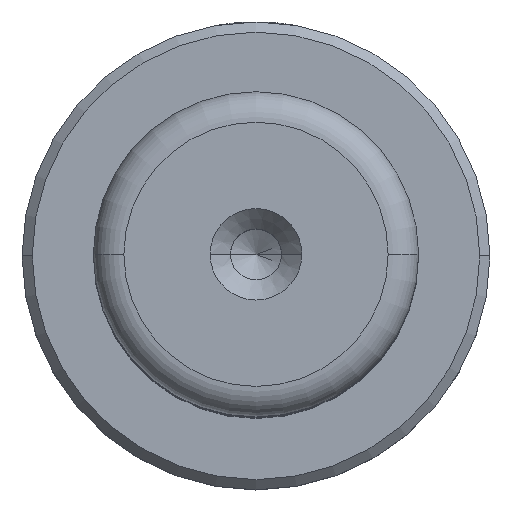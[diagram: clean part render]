
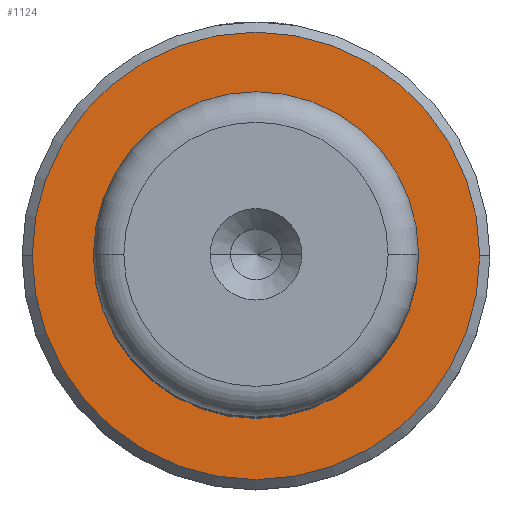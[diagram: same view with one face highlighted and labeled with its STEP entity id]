
A CAD part, top view. The second image highlights one B-rep face of the part: STEP entity #1124.
In plain terms, the highlighted planar face has unit normal (0, 0, 1).
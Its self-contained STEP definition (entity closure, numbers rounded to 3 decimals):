
#19 = CIRCLE ( 'NONE', #935, 7.495 ) ;
#86 = VERTEX_POINT ( 'NONE', #1927 ) ;
#169 = DIRECTION ( 'NONE',  ( 1., 0., 0. ) ) ;
#439 = EDGE_LOOP ( 'NONE', ( #637, #1372 ) ) ;
#579 = CARTESIAN_POINT ( 'NONE',  ( 0., 0., 15. ) ) ;
#583 = DIRECTION ( 'NONE',  ( 0., 0., -1. ) ) ;
#586 = AXIS2_PLACEMENT_3D ( 'NONE', #1736, #583, #1953 ) ;
#628 = FACE_OUTER_BOUND ( 'NONE', #439, .T. ) ;
#637 = ORIENTED_EDGE ( 'NONE', *, *, #2298, .T. ) ;
#638 = AXIS2_PLACEMENT_3D ( 'NONE', #579, #1950, #784 ) ;
#784 = DIRECTION ( 'NONE',  ( 1., 0., 0. ) ) ;
#789 = ORIENTED_EDGE ( 'NONE', *, *, #2035, .T. ) ;
#935 = AXIS2_PLACEMENT_3D ( 'NONE', #969, #2336, #1157 ) ;
#969 = CARTESIAN_POINT ( 'NONE',  ( 0., 0., 15. ) ) ;
#1124 = ADVANCED_FACE ( 'NONE', ( #628, #1592 ), #1138, .T. ) ;
#1138 = PLANE ( 'NONE',  #1234 ) ;
#1157 = DIRECTION ( 'NONE',  ( -1., 0., 0. ) ) ;
#1158 = EDGE_LOOP ( 'NONE', ( #789, #2449 ) ) ;
#1161 = DIRECTION ( 'NONE',  ( 0., 0., 1. ) ) ;
#1232 = EDGE_CURVE ( 'NONE', #86, #1615, #1467, .T. ) ;
#1234 = AXIS2_PLACEMENT_3D ( 'NONE', #1517, #1329, #169 ) ;
#1329 = DIRECTION ( 'NONE',  ( 0., 0., 1. ) ) ;
#1332 = CARTESIAN_POINT ( 'NONE',  ( 7.495, 0., 15. ) ) ;
#1372 = ORIENTED_EDGE ( 'NONE', *, *, #1232, .T. ) ;
#1467 = CIRCLE ( 'NONE', #1751, 11. ) ;
#1517 = CARTESIAN_POINT ( 'NONE',  ( 0., 0., 15. ) ) ;
#1592 = FACE_BOUND ( 'NONE', #1158, .T. ) ;
#1615 = VERTEX_POINT ( 'NONE', #2528 ) ;
#1702 = EDGE_CURVE ( 'NONE', #2020, #1987, #2036, .T. ) ;
#1736 = CARTESIAN_POINT ( 'NONE',  ( 0., 0., 15. ) ) ;
#1751 = AXIS2_PLACEMENT_3D ( 'NONE', #2346, #1161, #2535 ) ;
#1927 = CARTESIAN_POINT ( 'NONE',  ( 11., 0., 15. ) ) ;
#1950 = DIRECTION ( 'NONE',  ( 0., 0., 1. ) ) ;
#1953 = DIRECTION ( 'NONE',  ( -1., 0., 0. ) ) ;
#1987 = VERTEX_POINT ( 'NONE', #2516 ) ;
#2020 = VERTEX_POINT ( 'NONE', #1332 ) ;
#2035 = EDGE_CURVE ( 'NONE', #1987, #2020, #19, .T. ) ;
#2036 = CIRCLE ( 'NONE', #586, 7.495 ) ;
#2298 = EDGE_CURVE ( 'NONE', #1615, #86, #2340, .T. ) ;
#2336 = DIRECTION ( 'NONE',  ( 0., 0., -1. ) ) ;
#2340 = CIRCLE ( 'NONE', #638, 11. ) ;
#2346 = CARTESIAN_POINT ( 'NONE',  ( 0., 0., 15. ) ) ;
#2449 = ORIENTED_EDGE ( 'NONE', *, *, #1702, .T. ) ;
#2516 = CARTESIAN_POINT ( 'NONE',  ( -7.495, 0., 15. ) ) ;
#2528 = CARTESIAN_POINT ( 'NONE',  ( -11., 0., 15. ) ) ;
#2535 = DIRECTION ( 'NONE',  ( 1., 0., 0. ) ) ;
